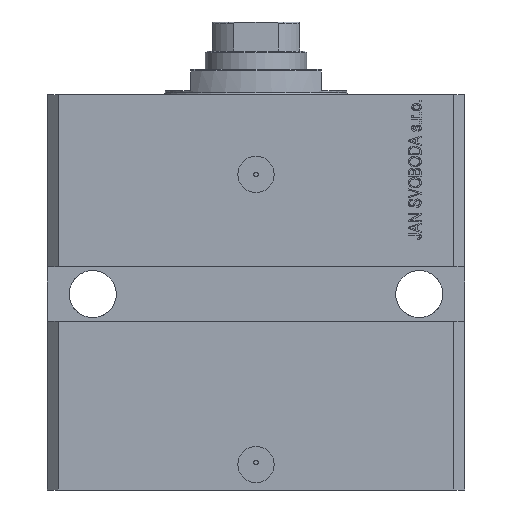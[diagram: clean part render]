
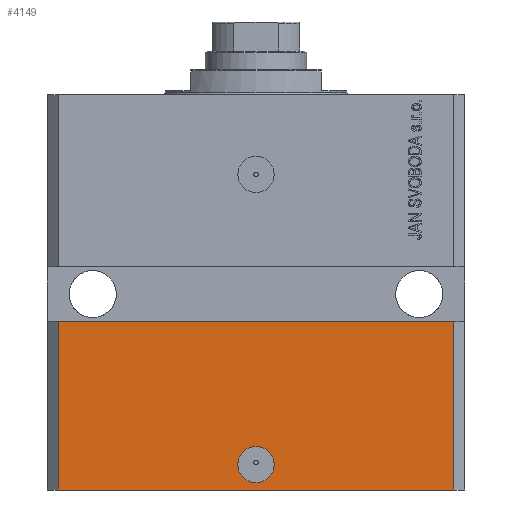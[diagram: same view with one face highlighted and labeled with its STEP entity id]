
A CAD part, front view. The second image highlights one B-rep face of the part: STEP entity #4149.
In plain terms, the highlighted planar face has unit normal (0, -1, 0).
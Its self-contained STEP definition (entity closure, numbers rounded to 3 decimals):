
#223 = LINE ( 'NONE', #721, #44600 ) ;
#529 = DIRECTION ( 'NONE',  ( 0., 0., 1. ) ) ;
#721 = CARTESIAN_POINT ( 'NONE',  ( -54.5, -45., -109. ) ) ;
#1021 = ORIENTED_EDGE ( 'NONE', *, *, #34119, .F. ) ;
#1332 = AXIS2_PLACEMENT_3D ( 'NONE', #14302, #44646, #36693 ) ;
#2095 = FACE_BOUND ( 'NONE', #23889, .T. ) ;
#2198 = CARTESIAN_POINT ( 'NONE',  ( -5., -45., -102. ) ) ;
#2486 = AXIS2_PLACEMENT_3D ( 'NONE', #10029, #44350, #25928 ) ;
#4149 = ADVANCED_FACE ( 'NONE', ( #2095, #47823 ), #44107, .T. ) ;
#4242 = CARTESIAN_POINT ( 'NONE',  ( -54.5, -45., -109. ) ) ;
#4363 = AXIS2_PLACEMENT_3D ( 'NONE', #44133, #6333, #17276 ) ;
#4673 = LINE ( 'NONE', #20554, #36847 ) ;
#5352 = VERTEX_POINT ( 'NONE', #2198 ) ;
#5787 = ORIENTED_EDGE ( 'NONE', *, *, #15295, .T. ) ;
#6333 = DIRECTION ( 'NONE',  ( 0., -1., 0. ) ) ;
#6471 = VECTOR ( 'NONE', #529, 1000. ) ;
#8514 = VERTEX_POINT ( 'NONE', #35647 ) ;
#9127 = VECTOR ( 'NONE', #30835, 1000. ) ;
#9556 = ORIENTED_EDGE ( 'NONE', *, *, #14278, .F. ) ;
#10029 = CARTESIAN_POINT ( 'NONE',  ( -54.5, -45., -109. ) ) ;
#11818 = VERTEX_POINT ( 'NONE', #30668 ) ;
#13228 = ORIENTED_EDGE ( 'NONE', *, *, #33776, .T. ) ;
#14022 = CIRCLE ( 'NONE', #1332, 5. ) ;
#14278 = EDGE_CURVE ( 'NONE', #8514, #11818, #4673, .T. ) ;
#14302 = CARTESIAN_POINT ( 'NONE',  ( 0., -45., -102. ) ) ;
#15295 = EDGE_CURVE ( 'NONE', #23684, #44209, #30334, .T. ) ;
#15791 = ORIENTED_EDGE ( 'NONE', *, *, #45797, .F. ) ;
#16677 = EDGE_LOOP ( 'NONE', ( #9556, #1021, #5787, #13228 ) ) ;
#17276 = DIRECTION ( 'NONE',  ( 1., 0., 0. ) ) ;
#18940 = CARTESIAN_POINT ( 'NONE',  ( 54.5, -45., -109. ) ) ;
#20554 = CARTESIAN_POINT ( 'NONE',  ( -57.5, -45., -62.5 ) ) ;
#23264 = CARTESIAN_POINT ( 'NONE',  ( 5., -45., -102. ) ) ;
#23684 = VERTEX_POINT ( 'NONE', #42497 ) ;
#23791 = DIRECTION ( 'NONE',  ( 1., 0., 0. ) ) ;
#23889 = EDGE_LOOP ( 'NONE', ( #15791, #26569 ) ) ;
#24442 = CARTESIAN_POINT ( 'NONE',  ( 54.5, -45., -109. ) ) ;
#25928 = DIRECTION ( 'NONE',  ( 1., 0., 0. ) ) ;
#26569 = ORIENTED_EDGE ( 'NONE', *, *, #41803, .F. ) ;
#30334 = LINE ( 'NONE', #4242, #9127 ) ;
#30668 = CARTESIAN_POINT ( 'NONE',  ( 54.5, -45., -62.5 ) ) ;
#30835 = DIRECTION ( 'NONE',  ( 1., 0., 0. ) ) ;
#31354 = LINE ( 'NONE', #18940, #6471 ) ;
#31441 = VERTEX_POINT ( 'NONE', #23264 ) ;
#33776 = EDGE_CURVE ( 'NONE', #44209, #11818, #31354, .T. ) ;
#34119 = EDGE_CURVE ( 'NONE', #23684, #8514, #223, .T. ) ;
#35647 = CARTESIAN_POINT ( 'NONE',  ( -54.5, -45., -62.5 ) ) ;
#36693 = DIRECTION ( 'NONE',  ( 1., 0., 0. ) ) ;
#36847 = VECTOR ( 'NONE', #23791, 1000. ) ;
#38279 = DIRECTION ( 'NONE',  ( 0., 0., 1. ) ) ;
#41803 = EDGE_CURVE ( 'NONE', #5352, #31441, #48828, .T. ) ;
#42497 = CARTESIAN_POINT ( 'NONE',  ( -54.5, -45., -109. ) ) ;
#44107 = PLANE ( 'NONE',  #2486 ) ;
#44133 = CARTESIAN_POINT ( 'NONE',  ( 0., -45., -102. ) ) ;
#44209 = VERTEX_POINT ( 'NONE', #24442 ) ;
#44350 = DIRECTION ( 'NONE',  ( 0., -1., 0. ) ) ;
#44600 = VECTOR ( 'NONE', #38279, 1000. ) ;
#44646 = DIRECTION ( 'NONE',  ( 0., -1., 0. ) ) ;
#45797 = EDGE_CURVE ( 'NONE', #31441, #5352, #14022, .T. ) ;
#47823 = FACE_OUTER_BOUND ( 'NONE', #16677, .T. ) ;
#48828 = CIRCLE ( 'NONE', #4363, 5. ) ;
